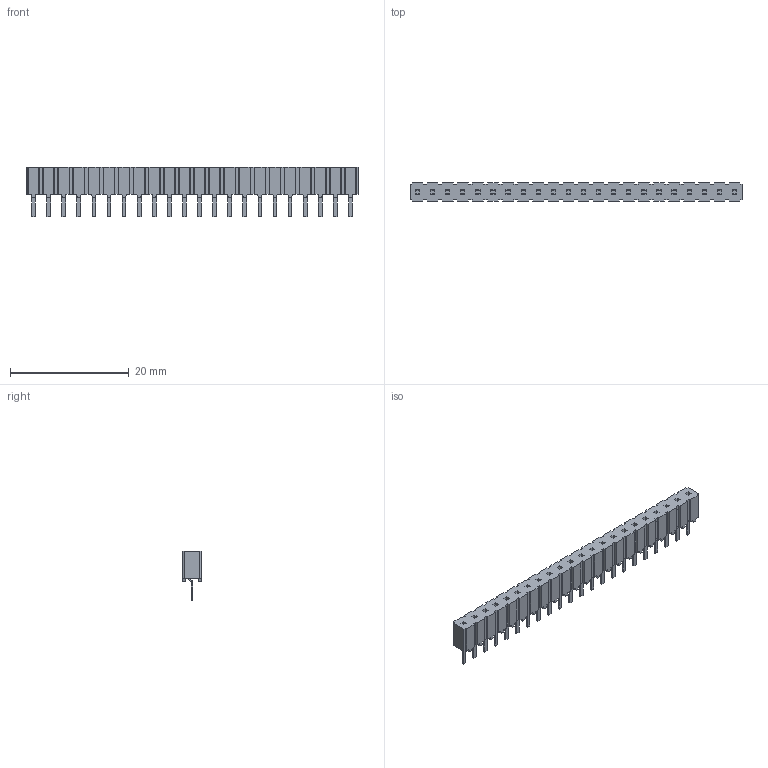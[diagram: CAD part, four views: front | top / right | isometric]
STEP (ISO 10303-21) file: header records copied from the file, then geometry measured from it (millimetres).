
FILE_DESCRIPTION(/* description */ (''),/* implementation_level */ '2;1');
FILE_NAME(/* name */ 'J-22-0254-FDT-H0508_EDGE.step',/* time_stamp */ '2023-05-22T17:49:43+10:00',/* author */ (''),/* organization */ (''),/* preprocessor_version */ 'ST-DEVELOPER v19.2',/* originating_system */ 'Autodesk Translation Framework v12.4.0.73',/* authorisation */ '');
FILE_SCHEMA (('AUTOMOTIVE_DESIGN { 1 0 10303 214 3 1 1 }'));
Length unit declared in the file: millimetre
Products named in the file (4): J-22-0254-FDT-H0508_EDGE; CES-122-01-T-S; _CES-122-01-S_socket; _012201S
Assembly tree (3 placements, depth 3):
  J-22-0254-FDT-H0508_EDGE
    CES-122-01-T-S
      _CES-122-01-S_socket
      _012201S
Bounding box: 55.88 x 3.05 x 8.33 mm (x, y, z)
Volume: 1134.1 mm3; surface area: 2291.8 mm2
Topology: 2 solids, 2 shells, 782 faces, 2136 edges, 1424 vertices
Faces by surface type: plane 738, cylinder 44
Entity records: 25189 total; most frequent: CARTESIAN_POINT 4349, ORIENTED_EDGE 4272, DIRECTION 3802, EDGE_CURVE 2136, LINE 2048, VECTOR 2048, VERTEX_POINT 1424, AXIS2_PLACEMENT_3D 877
